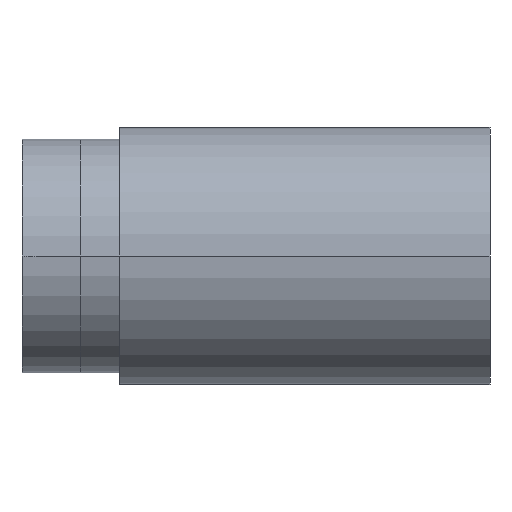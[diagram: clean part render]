
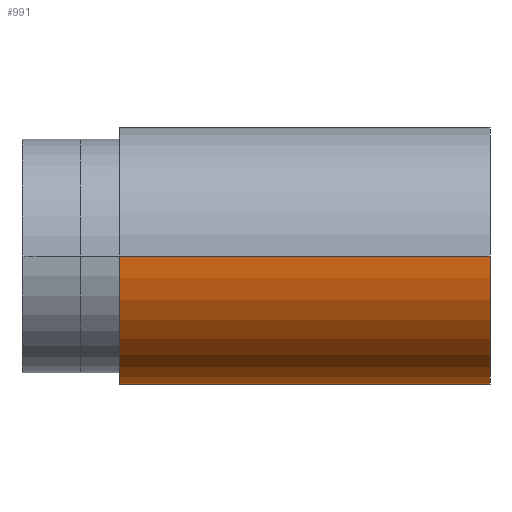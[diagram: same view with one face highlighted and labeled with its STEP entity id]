
A CAD part, front view. The second image highlights one B-rep face of the part: STEP entity #991.
In plain terms, the highlighted cylindrical face has radius 33 mm (diameter 66 mm), a partial arc.
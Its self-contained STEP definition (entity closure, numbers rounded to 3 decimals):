
#721=CARTESIAN_POINT('',(0.,0.,0.));
#722=DIRECTION('',(-1.,0.,0.));
#723=DIRECTION('',(0.,1.,0.));
#724=AXIS2_PLACEMENT_3D('',#721,#722,#723);
#741=CARTESIAN_POINT('',(71.,33.,0.));
#742=CARTESIAN_POINT('',(71.,33.,-1.425));
#743=CARTESIAN_POINT('',(70.744,32.817,-4.197));
#744=CARTESIAN_POINT('',(69.673,32.064,-8.108));
#745=CARTESIAN_POINT('',(68.065,30.968,-11.58));
#746=CARTESIAN_POINT('',(65.94,29.592,-14.728));
#747=CARTESIAN_POINT('',(63.381,28.057,-17.458));
#748=CARTESIAN_POINT('',(60.346,26.441,-19.805));
#749=CARTESIAN_POINT('',(56.855,24.904,-21.687));
#750=CARTESIAN_POINT('',(52.928,23.694,-22.981));
#751=CARTESIAN_POINT('',(49.234,23.146,-23.522));
#752=CARTESIAN_POINT('',(45.833,23.141,-23.526));
#753=CARTESIAN_POINT('',(42.156,23.675,-23.));
#754=CARTESIAN_POINT('',(38.228,24.872,-21.723));
#755=CARTESIAN_POINT('',(34.712,26.412,-19.844));
#756=CARTESIAN_POINT('',(31.646,28.041,-17.485));
#757=CARTESIAN_POINT('',(29.067,29.587,-14.739));
#758=CARTESIAN_POINT('',(26.932,30.97,-11.577));
#759=CARTESIAN_POINT('',(25.322,32.067,-8.096));
#760=CARTESIAN_POINT('',(24.254,32.818,-4.185));
#761=CARTESIAN_POINT('',(24.,33.,-1.42));
#762=CARTESIAN_POINT('',(24.,33.,0.));
#764=CARTESIAN_POINT('',(95.,0.,0.));
#765=DIRECTION('',(-1.,0.,0.));
#766=DIRECTION('',(0.,1.,0.));
#767=AXIS2_PLACEMENT_3D('',#764,#765,#766);
#800=DIRECTION('',(-1.,0.,0.));
#801=VECTOR('',#800,24.);
#802=CARTESIAN_POINT('',(95.,33.,0.));
#803=LINE('',#802,#801);
#809=DIRECTION('',(-1.,0.,0.));
#810=VECTOR('',#809,95.);
#811=CARTESIAN_POINT('',(95.,-33.,0.));
#812=LINE('',#811,#810);
#813=DIRECTION('',(-1.,0.,0.));
#814=VECTOR('',#813,24.);
#815=CARTESIAN_POINT('',(24.,33.,0.));
#816=LINE('',#815,#814);
#927=CARTESIAN_POINT('',(95.,-33.,0.));
#928=CARTESIAN_POINT('',(0.,-33.,0.));
#929=VERTEX_POINT('',#927);
#930=VERTEX_POINT('',#928);
#931=CARTESIAN_POINT('',(0.,33.,0.));
#932=VERTEX_POINT('',#931);
#933=CARTESIAN_POINT('',(95.,33.,0.));
#934=VERTEX_POINT('',#933);
#947=VERTEX_POINT('',#741);
#948=VERTEX_POINT('',#762);
#973=CARTESIAN_POINT('',(99.75,0.,0.));
#974=DIRECTION('',(-1.,0.,0.));
#975=DIRECTION('',(0.,1.,0.));
#976=AXIS2_PLACEMENT_3D('',#973,#974,#975);
#977=CYLINDRICAL_SURFACE('',#976,33.);
#979=ORIENTED_EDGE('',*,*,#978,.T.);
#981=ORIENTED_EDGE('',*,*,#980,.T.);
#982=ORIENTED_EDGE('',*,*,#960,.T.);
#984=ORIENTED_EDGE('',*,*,#983,.F.);
#986=ORIENTED_EDGE('',*,*,#985,.F.);
#988=ORIENTED_EDGE('',*,*,#987,.T.);
#989=EDGE_LOOP('',(#979,#981,#982,#984,#986,#988));
#990=FACE_OUTER_BOUND('',#989,.F.);
#991=ADVANCED_FACE('',(#990),#977,.T.);
#725=CIRCLE('',#724,33.);
#763=B_SPLINE_CURVE_WITH_KNOTS('',3,(#741,#742,#743,#744,#745,#746,#747,#748,
#749,#750,#751,#752,#753,#754,#755,#756,#757,#758,#759,#760,#761,#762),
.UNSPECIFIED.,.F.,.F.,(4,1,1,1,1,1,1,1,1,1,1,1,1,1,1,1,1,1,1,4),(0.,
0.053,0.105,0.158,0.211,
0.263,0.316,0.368,0.421,
0.474,0.526,0.579,0.632,
0.684,0.737,0.789,0.842,
0.895,0.947,1.),.UNSPECIFIED.);
#768=CIRCLE('',#767,33.);
#960=EDGE_CURVE('',#932,#930,#725,.T.);
#978=EDGE_CURVE('',#947,#948,#763,.T.);
#980=EDGE_CURVE('',#948,#932,#816,.T.);
#983=EDGE_CURVE('',#929,#930,#812,.T.);
#985=EDGE_CURVE('',#934,#929,#768,.T.);
#987=EDGE_CURVE('',#934,#947,#803,.T.);
